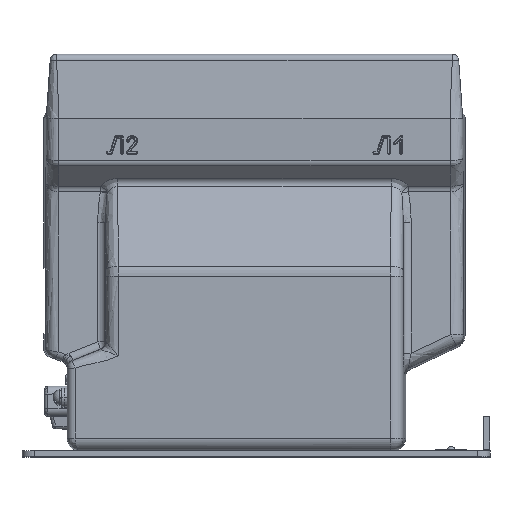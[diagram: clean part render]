
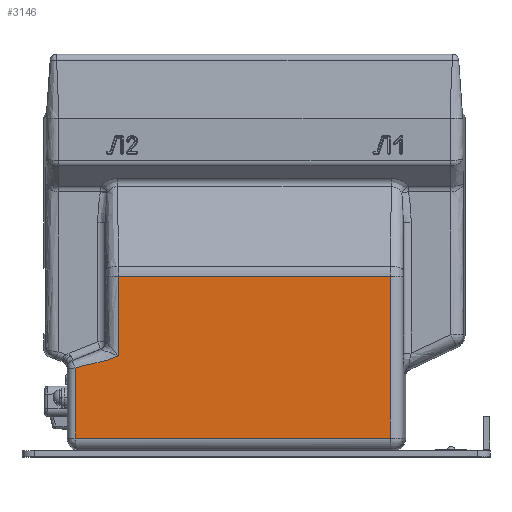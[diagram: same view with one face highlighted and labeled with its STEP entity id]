
A CAD part, top view. The second image highlights one B-rep face of the part: STEP entity #3146.
In plain terms, the highlighted planar face has unit normal (0, 0, 1).
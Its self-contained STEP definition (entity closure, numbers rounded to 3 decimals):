
#2078 = DIRECTION ( 'NONE',  ( 1., 0., 0. ) ) ;
#2079 = DIRECTION ( 'NONE',  ( 0., 0., 1. ) ) ;
#2082 = PLANE ( 'NONE',  #7745 ) ;
#2084 = CARTESIAN_POINT ( 'NONE',  ( 23., 8., 74. ) ) ;
#3146 = ADVANCED_FACE ( 'NONE', ( #4600 ), #2082, .T. ) ;
#3908 = ORIENTED_EDGE ( 'NONE', *, *, #12231, .T. ) ;
#3909 = ORIENTED_EDGE ( 'NONE', *, *, #12170, .T. ) ;
#3911 = ORIENTED_EDGE ( 'NONE', *, *, #12251, .T. ) ;
#4600 = FACE_OUTER_BOUND ( 'NONE', #7272, .T. ) ;
#6413 = ORIENTED_EDGE ( 'NONE', *, *, #12217, .T. ) ;
#6428 = ORIENTED_EDGE ( 'NONE', *, *, #12194, .T. ) ;
#6447 = ORIENTED_EDGE ( 'NONE', *, *, #12175, .T. ) ;
#7272 = EDGE_LOOP ( 'NONE', ( #6428, #6447, #3909, #3908, #6413, #3911 ) ) ;
#7745 = AXIS2_PLACEMENT_3D ( 'NONE', #2084, #2079, #2078 ) ;
#12170 = EDGE_CURVE ( 'NONE', #26570, #26573, #20476, .T. ) ;
#12175 = EDGE_CURVE ( 'NONE', #26524, #26570, #20474, .T. ) ;
#12194 = EDGE_CURVE ( 'NONE', #26456, #26524, #21255, .T. ) ;
#12217 = EDGE_CURVE ( 'NONE', #26449, #26786, #21291, .T. ) ;
#12231 = EDGE_CURVE ( 'NONE', #26573, #26449, #21300, .T. ) ;
#12251 = EDGE_CURVE ( 'NONE', #26786, #26456, #21324, .T. ) ;
#20474 = B_SPLINE_CURVE_WITH_KNOTS ( 'NONE', 3,
 ( #22048, #22165, #22166, #22160, #22161, #22162, #22163 ),
 .UNSPECIFIED., .F., .F.,
 ( 4, 3, 4 ),
 ( 0., 0.299, 0.333 ),
 .UNSPECIFIED. ) ;
#20476 = B_SPLINE_CURVE_WITH_KNOTS ( 'NONE', 3,
 ( #22043, #22064, #22065, #22066, #22060, #22061, #22062 ),
 .UNSPECIFIED., .F., .F.,
 ( 4, 3, 4 ),
 ( 0.667, 0.728, 1. ),
 .UNSPECIFIED. ) ;
#21255 = LINE ( 'NONE', #22210, #21263 ) ;
#21263 = VECTOR ( 'NONE', #22184, 1000. ) ;
#21291 = LINE ( 'NONE', #22687, #21292 ) ;
#21292 = VECTOR ( 'NONE', #22688, 1000. ) ;
#21295 = VECTOR ( 'NONE', #22621, 1000. ) ;
#21300 = LINE ( 'NONE', #22624, #21295 ) ;
#21323 = VECTOR ( 'NONE', #22523, 1000. ) ;
#21324 = LINE ( 'NONE', #22543, #21323 ) ;
#22043 = CARTESIAN_POINT ( 'NONE',  ( 47.793, 60.724, 74. ) ) ;
#22048 = CARTESIAN_POINT ( 'NONE',  ( 47.793, 111.621, 74. ) ) ;
#22060 = CARTESIAN_POINT ( 'NONE',  ( 35.625, 55.856, 74. ) ) ;
#22061 = CARTESIAN_POINT ( 'NONE',  ( 27.27, 55.662, 74. ) ) ;
#22062 = CARTESIAN_POINT ( 'NONE',  ( 20., 52.754, 74. ) ) ;
#22064 = CARTESIAN_POINT ( 'NONE',  ( 46.16, 60.071, 74. ) ) ;
#22065 = CARTESIAN_POINT ( 'NONE',  ( 44.527, 59.417, 74. ) ) ;
#22066 = CARTESIAN_POINT ( 'NONE',  ( 42.894, 58.764, 74. ) ) ;
#22160 = CARTESIAN_POINT ( 'NONE',  ( 47.793, 66., 74. ) ) ;
#22161 = CARTESIAN_POINT ( 'NONE',  ( 47.793, 64.241, 74. ) ) ;
#22162 = CARTESIAN_POINT ( 'NONE',  ( 47.793, 62.482, 74. ) ) ;
#22163 = CARTESIAN_POINT ( 'NONE',  ( 47.793, 60.724, 74. ) ) ;
#22165 = CARTESIAN_POINT ( 'NONE',  ( 47.793, 96.414, 74. ) ) ;
#22166 = CARTESIAN_POINT ( 'NONE',  ( 47.793, 81.207, 74. ) ) ;
#22184 = DIRECTION ( 'NONE',  ( -1., 0., 0. ) ) ;
#22210 = CARTESIAN_POINT ( 'NONE',  ( 23., 111.621, 74. ) ) ;
#22523 = DIRECTION ( 'NONE',  ( 0., 1., 0. ) ) ;
#22543 = CARTESIAN_POINT ( 'NONE',  ( 222.207, 115., 74. ) ) ;
#22621 = DIRECTION ( 'NONE',  ( 0., -1., 0. ) ) ;
#22624 = CARTESIAN_POINT ( 'NONE',  ( 20., 8., 74. ) ) ;
#22687 = CARTESIAN_POINT ( 'NONE',  ( 230., 8., 74. ) ) ;
#22688 = DIRECTION ( 'NONE',  ( 1., 0., 0. ) ) ;
#23314 = CARTESIAN_POINT ( 'NONE',  ( 222.207, 8., 74. ) ) ;
#25294 = CARTESIAN_POINT ( 'NONE',  ( 20., 52.754, 74. ) ) ;
#25306 = CARTESIAN_POINT ( 'NONE',  ( 47.793, 60.724, 74. ) ) ;
#25352 = CARTESIAN_POINT ( 'NONE',  ( 47.793, 111.621, 74. ) ) ;
#25469 = CARTESIAN_POINT ( 'NONE',  ( 222.207, 111.621, 74. ) ) ;
#25470 = CARTESIAN_POINT ( 'NONE',  ( 20., 8., 74. ) ) ;
#26449 = VERTEX_POINT ( 'NONE', #25470 ) ;
#26456 = VERTEX_POINT ( 'NONE', #25469 ) ;
#26524 = VERTEX_POINT ( 'NONE', #25352 ) ;
#26570 = VERTEX_POINT ( 'NONE', #25306 ) ;
#26573 = VERTEX_POINT ( 'NONE', #25294 ) ;
#26786 = VERTEX_POINT ( 'NONE', #23314 ) ;
